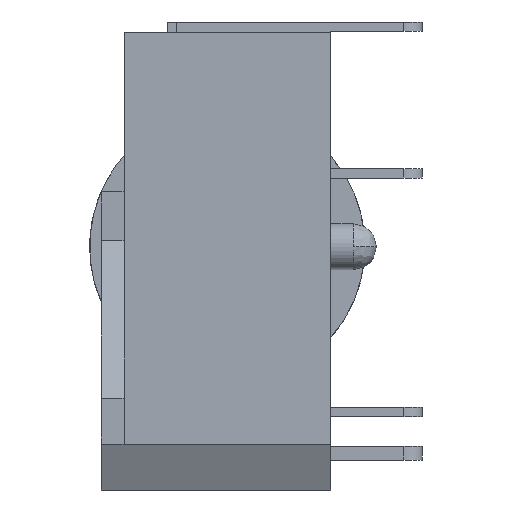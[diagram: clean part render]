
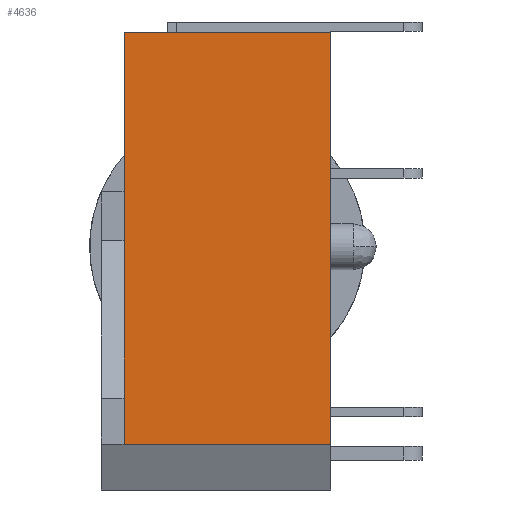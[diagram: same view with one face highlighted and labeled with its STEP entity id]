
A CAD part, left-side view. The second image highlights one B-rep face of the part: STEP entity #4636.
In plain terms, the highlighted planar face has unit normal (-1, 0, 0).
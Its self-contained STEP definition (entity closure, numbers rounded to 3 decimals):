
#176 = CARTESIAN_POINT ( 'NONE',  ( -11.5, -2.25, 4.9 ) ) ;
#236 = CARTESIAN_POINT ( 'NONE',  ( -11.5, 2.75, -5.3 ) ) ;
#300 = CARTESIAN_POINT ( 'NONE',  ( -11.5, -2.25, 4.67 ) ) ;
#341 = CARTESIAN_POINT ( 'NONE',  ( -11.5, -2.25, -4.3 ) ) ;
#624 = ORIENTED_EDGE ( 'NONE', *, *, #2754, .T. ) ;
#787 = VECTOR ( 'NONE', #4810, 1000. ) ;
#1121 = EDGE_LOOP ( 'NONE', ( #1942, #2607, #624, #3039 ) ) ;
#1216 = VECTOR ( 'NONE', #3620, 1000. ) ;
#1326 = DIRECTION ( 'NONE',  ( 0., 0., -1. ) ) ;
#1389 = FACE_OUTER_BOUND ( 'NONE', #1121, .T. ) ;
#1585 = VERTEX_POINT ( 'NONE', #341 ) ;
#1889 = DIRECTION ( 'NONE',  ( 0., 0., -1. ) ) ;
#1907 = CARTESIAN_POINT ( 'NONE',  ( -11.5, 2.25, -5.3 ) ) ;
#1942 = ORIENTED_EDGE ( 'NONE', *, *, #4643, .T. ) ;
#2137 = DIRECTION ( 'NONE',  ( -1., 0., 0. ) ) ;
#2340 = VERTEX_POINT ( 'NONE', #2482 ) ;
#2482 = CARTESIAN_POINT ( 'NONE',  ( -11.5, 2.25, 4.67 ) ) ;
#2502 = EDGE_CURVE ( 'NONE', #2340, #2637, #4662, .T. ) ;
#2565 = VECTOR ( 'NONE', #1889, 1000. ) ;
#2607 = ORIENTED_EDGE ( 'NONE', *, *, #4554, .F. ) ;
#2637 = VERTEX_POINT ( 'NONE', #3471 ) ;
#2704 = VECTOR ( 'NONE', #1326, 1000. ) ;
#2754 = EDGE_CURVE ( 'NONE', #2913, #2340, #3836, .T. ) ;
#2913 = VERTEX_POINT ( 'NONE', #300 ) ;
#3039 = ORIENTED_EDGE ( 'NONE', *, *, #2502, .T. ) ;
#3180 = LINE ( 'NONE', #3252, #1216 ) ;
#3252 = CARTESIAN_POINT ( 'NONE',  ( -11.5, -7.545, -4.3 ) ) ;
#3471 = CARTESIAN_POINT ( 'NONE',  ( -11.5, 2.25, -4.3 ) ) ;
#3519 = AXIS2_PLACEMENT_3D ( 'NONE', #236, #2137, #4737 ) ;
#3620 = DIRECTION ( 'NONE',  ( 0., -1., 0. ) ) ;
#3703 = LINE ( 'NONE', #176, #2704 ) ;
#3836 = LINE ( 'NONE', #4668, #787 ) ;
#4352 = PLANE ( 'NONE',  #3519 ) ;
#4554 = EDGE_CURVE ( 'NONE', #2913, #1585, #3703, .T. ) ;
#4636 = ADVANCED_FACE ( 'NONE', ( #1389 ), #4352, .T. ) ;
#4643 = EDGE_CURVE ( 'NONE', #2637, #1585, #3180, .T. ) ;
#4662 = LINE ( 'NONE', #1907, #2565 ) ;
#4668 = CARTESIAN_POINT ( 'NONE',  ( -11.5, 2.75, 4.67 ) ) ;
#4737 = DIRECTION ( 'NONE',  ( 0., 0., 1. ) ) ;
#4810 = DIRECTION ( 'NONE',  ( 0., 1., 0. ) ) ;
